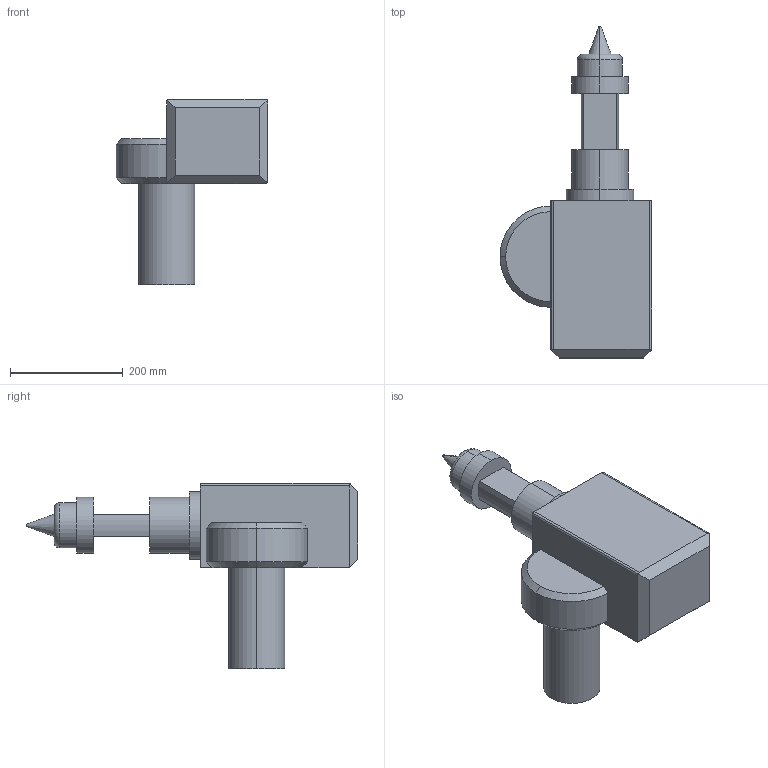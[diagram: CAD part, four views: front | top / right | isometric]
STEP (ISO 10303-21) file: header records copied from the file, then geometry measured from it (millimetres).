
FILE_DESCRIPTION (( 'STEP AP203' ), '1' );
FILE_NAME ('Link 4_Default_sldprt.STEP', '2024-06-02T13:34:59', ( '' ), ( '' ), 'SwSTEP 2.0', 'SolidWorks 2023', '' );
FILE_SCHEMA (( 'CONFIG_CONTROL_DESIGN' ));
Length unit declared in the file: millimetre
Products named in the file (1): Link 4_Default_sldprt
Bounding box: 270 x 590 x 330 mm (x, y, z)
Volume: 11377882.7 mm3; surface area: 398852.2 mm2
Topology: 1 solids, 1 shells, 48 faces, 109 edges, 70 vertices
Faces by surface type: cylinder 20, plane 20, cone 6, torus 2
Entity records: 1432 total; most frequent: DIRECTION 247, CARTESIAN_POINT 246, ORIENTED_EDGE 218, EDGE_CURVE 109, AXIS2_PLACEMENT_3D 95, VERTEX_POINT 70, VECTOR 57, LINE 57
